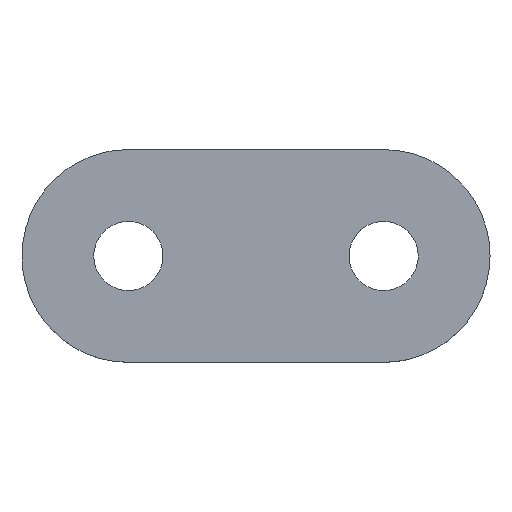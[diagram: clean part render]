
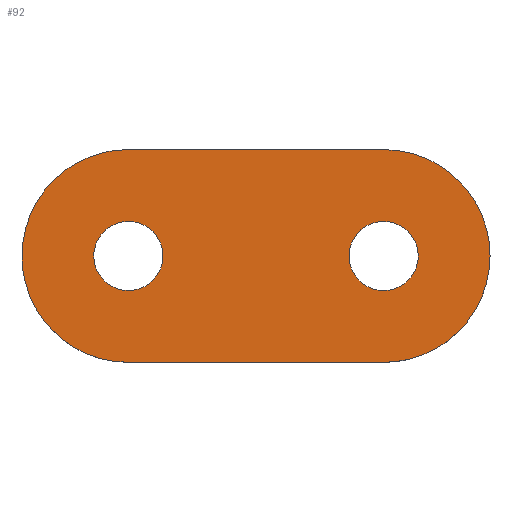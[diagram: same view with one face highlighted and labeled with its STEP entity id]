
A CAD part, top view. The second image highlights one B-rep face of the part: STEP entity #92.
In plain terms, the highlighted planar face has unit normal (0, 0, 1).
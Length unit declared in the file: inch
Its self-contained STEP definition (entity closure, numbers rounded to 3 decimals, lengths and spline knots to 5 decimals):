
#92=ADVANCED_FACE('',(#178,#179,#180),#181,.T.);
#178=FACE_BOUND('',#337,.T.);
#179=FACE_BOUND('',#338,.T.);
#180=FACE_OUTER_BOUND('',#339,.T.);
#181=PLANE('',#340);
#337=EDGE_LOOP('',(#511,#512,#513,#514));
#338=EDGE_LOOP('',(#515,#516,#517,#518));
#339=EDGE_LOOP('',(#519,#520,#521,#522,#523,#524));
#340=AXIS2_PLACEMENT_3D('',#525,#526,#527);
#511=ORIENTED_EDGE('',*,*,#619,.F.);
#512=ORIENTED_EDGE('',*,*,#605,.F.);
#513=ORIENTED_EDGE('',*,*,#600,.F.);
#514=ORIENTED_EDGE('',*,*,#620,.F.);
#515=ORIENTED_EDGE('',*,*,#621,.F.);
#516=ORIENTED_EDGE('',*,*,#622,.F.);
#517=ORIENTED_EDGE('',*,*,#623,.F.);
#518=ORIENTED_EDGE('',*,*,#624,.F.);
#519=ORIENTED_EDGE('',*,*,#610,.F.);
#520=ORIENTED_EDGE('',*,*,#625,.F.);
#521=ORIENTED_EDGE('',*,*,#626,.F.);
#522=ORIENTED_EDGE('',*,*,#627,.F.);
#523=ORIENTED_EDGE('',*,*,#628,.F.);
#524=ORIENTED_EDGE('',*,*,#615,.F.);
#525=CARTESIAN_POINT('',(0.74994,0.62505,0.1875));
#526=DIRECTION('',(0.0,0.0,1.0));
#527=DIRECTION('',(1.0,0.0,0.0));
#600=EDGE_CURVE('',#659,#660,#661,.T.);
#605=EDGE_CURVE('',#660,#668,#669,.T.);
#610=EDGE_CURVE('',#675,#676,#677,.T.);
#615=EDGE_CURVE('',#676,#684,#685,.T.);
#619=EDGE_CURVE('',#668,#690,#691,.T.);
#620=EDGE_CURVE('',#690,#659,#692,.T.);
#621=EDGE_CURVE('',#693,#694,#695,.T.);
#622=EDGE_CURVE('',#696,#693,#697,.T.);
#623=EDGE_CURVE('',#698,#696,#699,.T.);
#624=EDGE_CURVE('',#694,#698,#700,.T.);
#625=EDGE_CURVE('',#701,#675,#702,.T.);
#626=EDGE_CURVE('',#703,#701,#704,.T.);
#627=EDGE_CURVE('',#705,#703,#706,.T.);
#628=EDGE_CURVE('',#684,#705,#707,.T.);
#659=VERTEX_POINT('',#746);
#660=VERTEX_POINT('',#747);
#661=B_SPLINE_CURVE_WITH_KNOTS('',3,(#748,#749,#750,#751),.UNSPECIFIED.,.F.,.F.,(4,4),(0.0,1.0),.UNSPECIFIED.);
#668=VERTEX_POINT('',#763);
#669=B_SPLINE_CURVE_WITH_KNOTS('',3,(#764,#765,#766,#767),.UNSPECIFIED.,.F.,.F.,(4,4),(0.0,1.0),.UNSPECIFIED.);
#675=VERTEX_POINT('',#777);
#676=VERTEX_POINT('',#778);
#677=LINE('',#779,#780);
#684=VERTEX_POINT('',#790);
#685=B_SPLINE_CURVE_WITH_KNOTS('',3,(#791,#792,#793,#794),.UNSPECIFIED.,.F.,.F.,(4,4),(0.0,1.0),.UNSPECIFIED.);
#690=VERTEX_POINT('',#803);
#691=B_SPLINE_CURVE_WITH_KNOTS('',3,(#804,#805,#806,#807),.UNSPECIFIED.,.F.,.F.,(4,4),(0.0,1.0),.UNSPECIFIED.);
#692=B_SPLINE_CURVE_WITH_KNOTS('',3,(#808,#809,#810,#811),.UNSPECIFIED.,.F.,.F.,(4,4),(0.0,1.0),.UNSPECIFIED.);
#693=VERTEX_POINT('',#812);
#694=VERTEX_POINT('',#813);
#695=B_SPLINE_CURVE_WITH_KNOTS('',3,(#814,#815,#816,#817),.UNSPECIFIED.,.F.,.F.,(4,4),(0.0,1.0),.UNSPECIFIED.);
#696=VERTEX_POINT('',#818);
#697=B_SPLINE_CURVE_WITH_KNOTS('',3,(#819,#820,#821,#822),.UNSPECIFIED.,.F.,.F.,(4,4),(0.0,1.0),.UNSPECIFIED.);
#698=VERTEX_POINT('',#823);
#699=B_SPLINE_CURVE_WITH_KNOTS('',3,(#824,#825,#826,#827),.UNSPECIFIED.,.F.,.F.,(4,4),(0.0,1.0),.UNSPECIFIED.);
#700=B_SPLINE_CURVE_WITH_KNOTS('',3,(#828,#829,#830,#831),.UNSPECIFIED.,.F.,.F.,(4,4),(0.0,1.0),.UNSPECIFIED.);
#701=VERTEX_POINT('',#832);
#702=B_SPLINE_CURVE_WITH_KNOTS('',3,(#833,#834,#835,#836),.UNSPECIFIED.,.F.,.F.,(4,4),(0.0,1.0),.UNSPECIFIED.);
#703=VERTEX_POINT('',#837);
#704=B_SPLINE_CURVE_WITH_KNOTS('',3,(#838,#839,#840,#841),.UNSPECIFIED.,.F.,.F.,(4,4),(0.0,1.0),.UNSPECIFIED.);
#705=VERTEX_POINT('',#842);
#706=LINE('',#843,#844);
#707=B_SPLINE_CURVE_WITH_KNOTS('',3,(#845,#846,#847,#848),.UNSPECIFIED.,.F.,.F.,(4,4),(0.0,1.0),.UNSPECIFIED.);
#746=CARTESIAN_POINT('',(1.29675,0.62505,0.1875));
#747=CARTESIAN_POINT('',(1.49987,0.42192,0.1875));
#748=CARTESIAN_POINT('',(1.29675,0.62505,0.1875));
#749=CARTESIAN_POINT('',(1.29675,0.51286,0.1875));
#750=CARTESIAN_POINT('',(1.3877,0.42192,0.1875));
#751=CARTESIAN_POINT('',(1.49987,0.42192,0.1875));
#763=CARTESIAN_POINT('',(1.70301,0.62505,0.1875));
#764=CARTESIAN_POINT('',(1.49987,0.42192,0.1875));
#765=CARTESIAN_POINT('',(1.61207,0.42192,0.1875));
#766=CARTESIAN_POINT('',(1.70301,0.51286,0.1875));
#767=CARTESIAN_POINT('',(1.70301,0.62505,0.1875));
#777=CARTESIAN_POINT('',(1.49987,0.0,0.1875));
#778=CARTESIAN_POINT('',(0.0,0.0,0.1875));
#779=CARTESIAN_POINT('',(1.49987,0.0,0.1875));
#780=VECTOR('',#925,1.0);
#790=CARTESIAN_POINT('',(-0.62505,0.62505,0.1875));
#791=CARTESIAN_POINT('',(0.0,0.0,0.1875));
#792=CARTESIAN_POINT('',(-0.3452,0.0,0.1875));
#793=CARTESIAN_POINT('',(-0.62505,0.27983,0.1875));
#794=CARTESIAN_POINT('',(-0.62505,0.62505,0.1875));
#803=CARTESIAN_POINT('',(1.49987,0.82818,0.1875));
#804=CARTESIAN_POINT('',(1.70301,0.62505,0.1875));
#805=CARTESIAN_POINT('',(1.70301,0.73724,0.1875));
#806=CARTESIAN_POINT('',(1.61207,0.82818,0.1875));
#807=CARTESIAN_POINT('',(1.49987,0.82818,0.1875));
#808=CARTESIAN_POINT('',(1.49987,0.82818,0.1875));
#809=CARTESIAN_POINT('',(1.3877,0.82818,0.1875));
#810=CARTESIAN_POINT('',(1.29675,0.73724,0.1875));
#811=CARTESIAN_POINT('',(1.29675,0.62505,0.1875));
#812=CARTESIAN_POINT('',(0.20315,0.62505,0.1875));
#813=CARTESIAN_POINT('',(0.0,0.82818,0.1875));
#814=CARTESIAN_POINT('',(0.20315,0.62505,0.1875));
#815=CARTESIAN_POINT('',(0.20315,0.73724,0.1875));
#816=CARTESIAN_POINT('',(0.11219,0.82818,0.1875));
#817=CARTESIAN_POINT('',(0.0,0.82818,0.1875));
#818=CARTESIAN_POINT('',(0.0,0.42192,0.1875));
#819=CARTESIAN_POINT('',(0.0,0.42192,0.1875));
#820=CARTESIAN_POINT('',(0.11219,0.42192,0.1875));
#821=CARTESIAN_POINT('',(0.20315,0.51286,0.1875));
#822=CARTESIAN_POINT('',(0.20315,0.62505,0.1875));
#823=CARTESIAN_POINT('',(-0.20313,0.62505,0.1875));
#824=CARTESIAN_POINT('',(-0.20313,0.62505,0.1875));
#825=CARTESIAN_POINT('',(-0.20313,0.51286,0.1875));
#826=CARTESIAN_POINT('',(-0.11219,0.42192,0.1875));
#827=CARTESIAN_POINT('',(0.0,0.42192,0.1875));
#828=CARTESIAN_POINT('',(0.0,0.82818,0.1875));
#829=CARTESIAN_POINT('',(-0.11219,0.82818,0.1875));
#830=CARTESIAN_POINT('',(-0.20313,0.73724,0.1875));
#831=CARTESIAN_POINT('',(-0.20313,0.62505,0.1875));
#832=CARTESIAN_POINT('',(2.12494,0.62505,0.1875));
#833=CARTESIAN_POINT('',(2.12494,0.62505,0.1875));
#834=CARTESIAN_POINT('',(2.12494,0.27983,0.1875));
#835=CARTESIAN_POINT('',(1.84509,0.0,0.1875));
#836=CARTESIAN_POINT('',(1.49987,0.0,0.1875));
#837=CARTESIAN_POINT('',(1.49987,1.25009,0.1875));
#838=CARTESIAN_POINT('',(1.49987,1.25009,0.1875));
#839=CARTESIAN_POINT('',(1.84509,1.25009,0.1875));
#840=CARTESIAN_POINT('',(2.12494,0.97026,0.1875));
#841=CARTESIAN_POINT('',(2.12494,0.62505,0.1875));
#842=CARTESIAN_POINT('',(0.0,1.25009,0.1875));
#843=CARTESIAN_POINT('',(0.0,1.25009,0.1875));
#844=VECTOR('',#930,1.0);
#845=CARTESIAN_POINT('',(-0.62505,0.62505,0.1875));
#846=CARTESIAN_POINT('',(-0.62505,0.97026,0.1875));
#847=CARTESIAN_POINT('',(-0.3452,1.25009,0.1875));
#848=CARTESIAN_POINT('',(0.0,1.25009,0.1875));
#925=DIRECTION('',(-1.0,0.0,0.0));
#930=DIRECTION('',(1.0,0.0,0.0));
